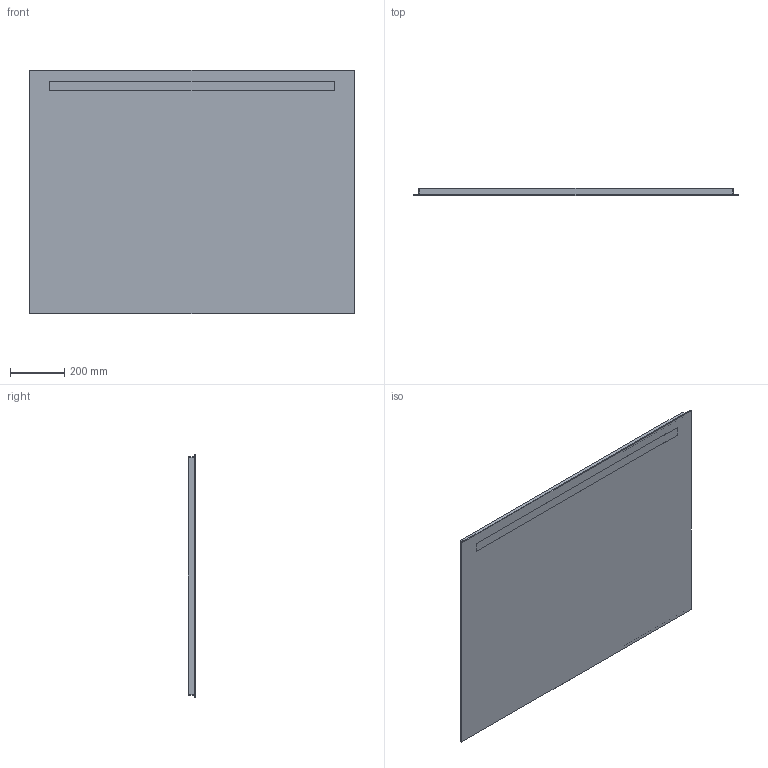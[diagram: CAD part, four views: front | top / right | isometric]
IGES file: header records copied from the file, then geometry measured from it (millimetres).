
Global section: file name: 502815; native system: Autodesk Inventor 2021; preprocessor: unknown; author: JANAN; date: 20221202.151726; units: millimetre
Bounding box: 1200 x 26 x 900 mm (x, y, z)
Volume: 26771743.9 mm3; surface area: 4309253.9 mm2
Topology: 2 solids, 2 shells, 29 faces, 68 edges, 48 vertices
Faces by surface type: bspline 29
